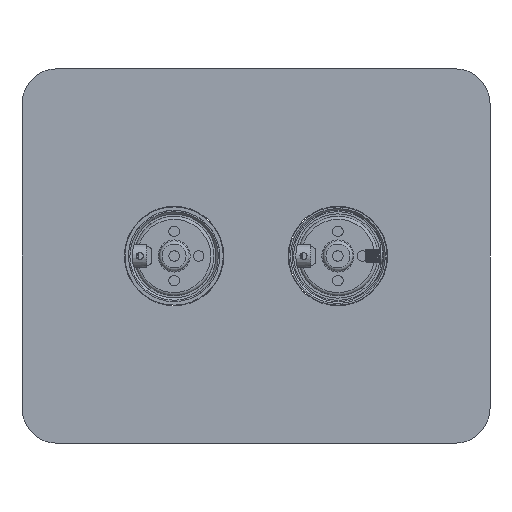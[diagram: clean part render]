
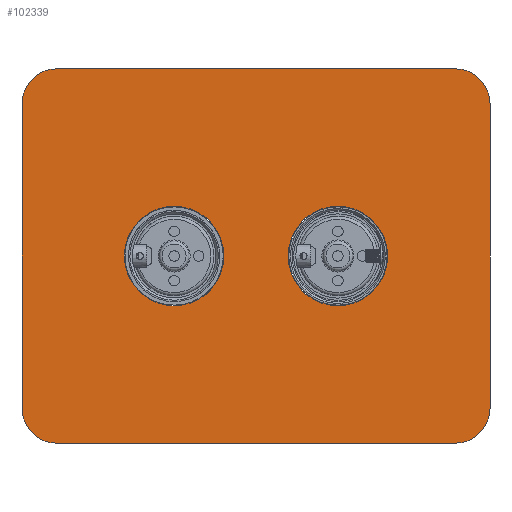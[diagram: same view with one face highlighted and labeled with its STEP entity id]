
A CAD part, left-side view. The second image highlights one B-rep face of the part: STEP entity #102339.
In plain terms, the highlighted planar face has unit normal (-1, 0, 0).
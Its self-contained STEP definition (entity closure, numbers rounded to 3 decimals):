
#4304 = CARTESIAN_POINT ( 'NONE',  ( -19.299, -50., 80. ) ) ;
#5678 = VERTEX_POINT ( 'NONE', #4304 ) ;
#6004 = EDGE_CURVE ( 'NONE', #134818, #134818, #121825, .T. ) ;
#7323 = VECTOR ( 'NONE', #58278, 1000. ) ;
#7496 = VERTEX_POINT ( 'NONE', #70894 ) ;
#8068 = VERTEX_POINT ( 'NONE', #20976 ) ;
#11614 = AXIS2_PLACEMENT_3D ( 'NONE', #74617, #94187, #41232 ) ;
#11850 = LINE ( 'NONE', #186832, #7323 ) ;
#12530 = DIRECTION ( 'NONE',  ( 0., 0., 1. ) ) ;
#13893 = EDGE_CURVE ( 'NONE', #8068, #125172, #187963, .T. ) ;
#20744 = EDGE_CURVE ( 'NONE', #5678, #8068, #11850, .T. ) ;
#20976 = CARTESIAN_POINT ( 'NONE',  ( -19.299, 120., 80. ) ) ;
#21782 = CARTESIAN_POINT ( 'NONE',  ( -19.299, -65., -80. ) ) ;
#21996 = AXIS2_PLACEMENT_3D ( 'NONE', #90142, #196041, #211065 ) ;
#22859 = LINE ( 'NONE', #55194, #162083 ) ;
#24920 = DIRECTION ( 'NONE',  ( 0., 0., -1. ) ) ;
#28320 = CARTESIAN_POINT ( 'NONE',  ( -19.299, 120., -80. ) ) ;
#30179 = DIRECTION ( 'NONE',  ( -1., 0., 0. ) ) ;
#30883 = VERTEX_POINT ( 'NONE', #133432 ) ;
#36317 = EDGE_CURVE ( 'NONE', #109376, #5678, #128229, .T. ) ;
#36838 = LINE ( 'NONE', #21782, #59334 ) ;
#37861 = AXIS2_PLACEMENT_3D ( 'NONE', #105059, #87754, #210931 ) ;
#39053 = DIRECTION ( 'NONE',  ( 0., -1., 0. ) ) ;
#40003 = AXIS2_PLACEMENT_3D ( 'NONE', #111438, #56232, #218490 ) ;
#40076 = EDGE_CURVE ( 'NONE', #73068, #7496, #22859, .T. ) ;
#40487 = CARTESIAN_POINT ( 'NONE',  ( -19.299, -65., 65. ) ) ;
#41232 = DIRECTION ( 'NONE',  ( 0., 0., 1. ) ) ;
#41496 = ORIENTED_EDGE ( 'NONE', *, *, #173636, .F. ) ;
#47831 = DIRECTION ( 'NONE',  ( -1., 0., 0. ) ) ;
#48884 = CARTESIAN_POINT ( 'NONE',  ( -19.299, 135., -65. ) ) ;
#49906 = AXIS2_PLACEMENT_3D ( 'NONE', #102712, #30179, #137246 ) ;
#52934 = EDGE_LOOP ( 'NONE', ( #77045, #100750, #160699, #197153, #59902, #159868, #90859, #212454 ) ) ;
#55194 = CARTESIAN_POINT ( 'NONE',  ( -19.299, 135., -80. ) ) ;
#56232 = DIRECTION ( 'NONE',  ( -1., 0., 0. ) ) ;
#58278 = DIRECTION ( 'NONE',  ( 0., 1., 0. ) ) ;
#59334 = VECTOR ( 'NONE', #108215, 1000. ) ;
#59902 = ORIENTED_EDGE ( 'NONE', *, *, #20744, .T. ) ;
#65082 = CARTESIAN_POINT ( 'NONE',  ( -19.299, 120., 65. ) ) ;
#65184 = EDGE_LOOP ( 'NONE', ( #41496 ) ) ;
#67747 = CIRCLE ( 'NONE', #82369, 15. ) ;
#68134 = PLANE ( 'NONE',  #49906 ) ;
#70894 = CARTESIAN_POINT ( 'NONE',  ( -19.299, -50., -80. ) ) ;
#73068 = VERTEX_POINT ( 'NONE', #28320 ) ;
#74617 = CARTESIAN_POINT ( 'NONE',  ( -19.299, 0., 0. ) ) ;
#77045 = ORIENTED_EDGE ( 'NONE', *, *, #40076, .T. ) ;
#78743 = VECTOR ( 'NONE', #24920, 1000. ) ;
#78870 = EDGE_LOOP ( 'NONE', ( #220407 ) ) ;
#82369 = AXIS2_PLACEMENT_3D ( 'NONE', #145040, #97778, #12530 ) ;
#84222 = CARTESIAN_POINT ( 'NONE',  ( -19.299, 135., 65. ) ) ;
#87754 = DIRECTION ( 'NONE',  ( -1., 0., 0. ) ) ;
#90142 = CARTESIAN_POINT ( 'NONE',  ( -19.299, 70., 0. ) ) ;
#90859 = ORIENTED_EDGE ( 'NONE', *, *, #123002, .T. ) ;
#94187 = DIRECTION ( 'NONE',  ( -1., 0., 0. ) ) ;
#95186 = EDGE_CURVE ( 'NONE', #158470, #109376, #36838, .T. ) ;
#97778 = DIRECTION ( 'NONE',  ( -1., 0., 0. ) ) ;
#100750 = ORIENTED_EDGE ( 'NONE', *, *, #114331, .T. ) ;
#102339 = ADVANCED_FACE ( 'NONE', ( #224775, #117720, #187914 ), #68134, .T. ) ;
#102712 = CARTESIAN_POINT ( 'NONE',  ( -19.299, 70., 0. ) ) ;
#105059 = CARTESIAN_POINT ( 'NONE',  ( -19.299, -50., -65. ) ) ;
#108215 = DIRECTION ( 'NONE',  ( 0., 0., 1. ) ) ;
#109376 = VERTEX_POINT ( 'NONE', #40487 ) ;
#111438 = CARTESIAN_POINT ( 'NONE',  ( -19.299, -50., 65. ) ) ;
#113623 = CARTESIAN_POINT ( 'NONE',  ( -19.299, 135., 80. ) ) ;
#114331 = EDGE_CURVE ( 'NONE', #7496, #158470, #210586, .T. ) ;
#117720 = FACE_BOUND ( 'NONE', #78870, .T. ) ;
#121825 = CIRCLE ( 'NONE', #21996, 21.25 ) ;
#122707 = EDGE_CURVE ( 'NONE', #145948, #73068, #67747, .T. ) ;
#123002 = EDGE_CURVE ( 'NONE', #125172, #145948, #220692, .T. ) ;
#125172 = VERTEX_POINT ( 'NONE', #84222 ) ;
#128229 = CIRCLE ( 'NONE', #40003, 15. ) ;
#133432 = CARTESIAN_POINT ( 'NONE',  ( -19.299, 0., 21.25 ) ) ;
#134818 = VERTEX_POINT ( 'NONE', #154355 ) ;
#137246 = DIRECTION ( 'NONE',  ( 0., 0., 1. ) ) ;
#145040 = CARTESIAN_POINT ( 'NONE',  ( -19.299, 120., -65. ) ) ;
#145948 = VERTEX_POINT ( 'NONE', #48884 ) ;
#147660 = CIRCLE ( 'NONE', #11614, 21.25 ) ;
#154355 = CARTESIAN_POINT ( 'NONE',  ( -19.299, 70., 21.25 ) ) ;
#158470 = VERTEX_POINT ( 'NONE', #170167 ) ;
#159868 = ORIENTED_EDGE ( 'NONE', *, *, #13893, .T. ) ;
#160699 = ORIENTED_EDGE ( 'NONE', *, *, #95186, .T. ) ;
#162083 = VECTOR ( 'NONE', #39053, 1000. ) ;
#170167 = CARTESIAN_POINT ( 'NONE',  ( -19.299, -65., -65. ) ) ;
#173636 = EDGE_CURVE ( 'NONE', #30883, #30883, #147660, .T. ) ;
#186832 = CARTESIAN_POINT ( 'NONE',  ( -19.299, -65., 80. ) ) ;
#187914 = FACE_OUTER_BOUND ( 'NONE', #52934, .T. ) ;
#187963 = CIRCLE ( 'NONE', #206371, 15. ) ;
#188243 = DIRECTION ( 'NONE',  ( 0., 0., 1. ) ) ;
#196041 = DIRECTION ( 'NONE',  ( -1., 0., 0. ) ) ;
#197153 = ORIENTED_EDGE ( 'NONE', *, *, #36317, .T. ) ;
#206371 = AXIS2_PLACEMENT_3D ( 'NONE', #65082, #47831, #188243 ) ;
#210586 = CIRCLE ( 'NONE', #37861, 15. ) ;
#210931 = DIRECTION ( 'NONE',  ( 0., 0., 1. ) ) ;
#211065 = DIRECTION ( 'NONE',  ( 0., 0., 1. ) ) ;
#212454 = ORIENTED_EDGE ( 'NONE', *, *, #122707, .T. ) ;
#218490 = DIRECTION ( 'NONE',  ( 0., 0., 1. ) ) ;
#220407 = ORIENTED_EDGE ( 'NONE', *, *, #6004, .F. ) ;
#220692 = LINE ( 'NONE', #113623, #78743 ) ;
#224775 = FACE_BOUND ( 'NONE', #65184, .T. ) ;
